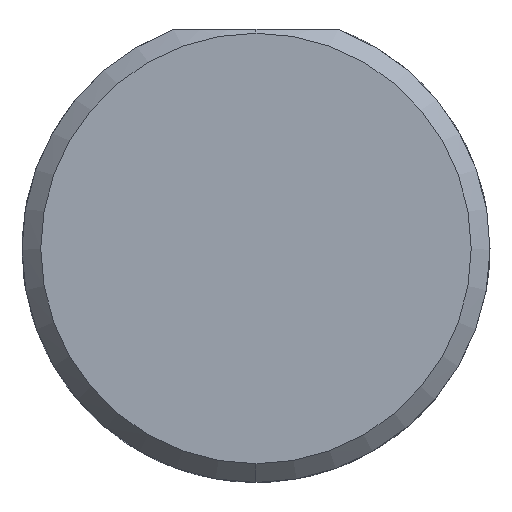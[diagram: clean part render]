
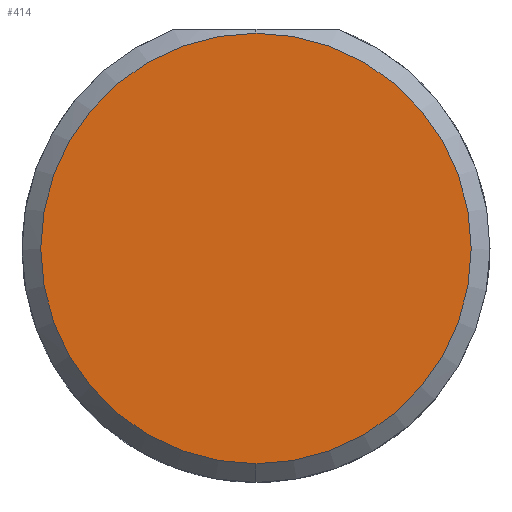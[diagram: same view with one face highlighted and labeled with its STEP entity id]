
A CAD part, left-side view. The second image highlights one B-rep face of the part: STEP entity #414.
In plain terms, the highlighted planar face has unit normal (-1, 0, 0).
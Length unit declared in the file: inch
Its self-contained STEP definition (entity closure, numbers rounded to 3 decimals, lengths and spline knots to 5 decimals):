
#33 = DIRECTION ( 'NONE',  ( 1., 0., 0. ) ) ;
#57 = DIRECTION ( 'NONE',  ( 0., 0., 1. ) ) ;
#107 = DIRECTION ( 'NONE',  ( -1., 0., 0. ) ) ;
#109 = EDGE_CURVE ( 'NONE', #113, #598, #252, .T. ) ;
#113 = VERTEX_POINT ( 'NONE', #150 ) ;
#150 = CARTESIAN_POINT ( 'NONE',  ( 0., 0., -0.17235 ) ) ;
#234 = EDGE_LOOP ( 'NONE', ( #462, #430 ) ) ;
#245 = CARTESIAN_POINT ( 'NONE',  ( 0., 0., 0. ) ) ;
#252 = CIRCLE ( 'NONE', #441, 0.17235 ) ;
#362 = FACE_OUTER_BOUND ( 'NONE', #234, .T. ) ;
#366 = CIRCLE ( 'NONE', #623, 0.17235 ) ;
#380 = DIRECTION ( 'NONE',  ( -1., 0., 0. ) ) ;
#414 = ADVANCED_FACE ( 'NONE', ( #362 ), #560, .F. ) ;
#428 = DIRECTION ( 'NONE',  ( 0., 0., 1. ) ) ;
#430 = ORIENTED_EDGE ( 'NONE', *, *, #563, .T. ) ;
#441 = AXIS2_PLACEMENT_3D ( 'NONE', #245, #380, #428 ) ;
#462 = ORIENTED_EDGE ( 'NONE', *, *, #109, .T. ) ;
#484 = CARTESIAN_POINT ( 'NONE',  ( 0., 0., 0.17235 ) ) ;
#528 = CARTESIAN_POINT ( 'NONE',  ( 0., 0., 0. ) ) ;
#560 = PLANE ( 'NONE',  #573 ) ;
#563 = EDGE_CURVE ( 'NONE', #598, #113, #366, .T. ) ;
#565 = CARTESIAN_POINT ( 'NONE',  ( 0., 0., 0. ) ) ;
#573 = AXIS2_PLACEMENT_3D ( 'NONE', #565, #33, #615 ) ;
#598 = VERTEX_POINT ( 'NONE', #484 ) ;
#615 = DIRECTION ( 'NONE',  ( 0., 0., -1. ) ) ;
#623 = AXIS2_PLACEMENT_3D ( 'NONE', #528, #107, #57 ) ;
